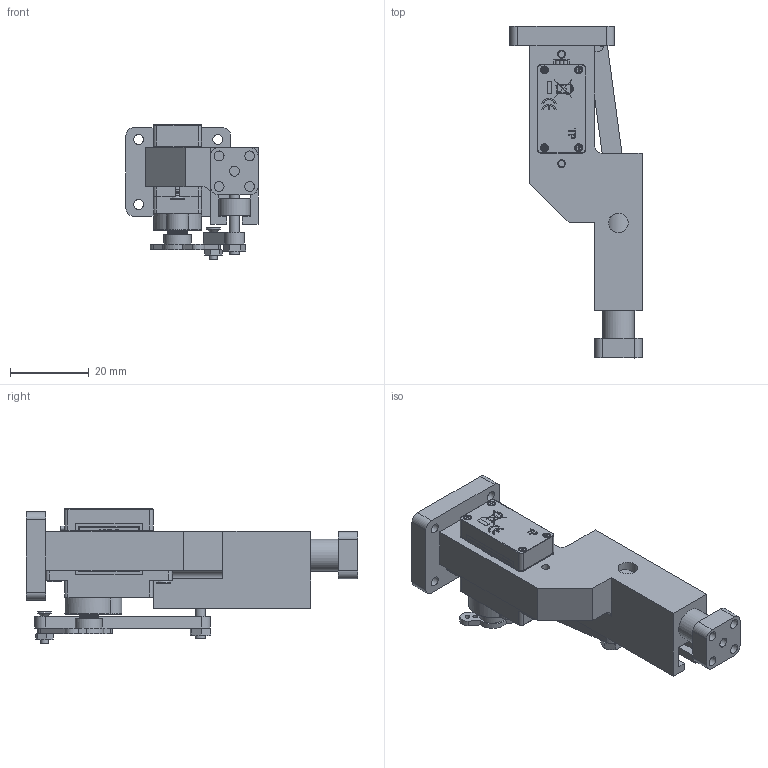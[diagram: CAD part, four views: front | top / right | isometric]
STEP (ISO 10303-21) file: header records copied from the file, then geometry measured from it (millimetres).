
FILE_DESCRIPTION(/* description */ (''),/* implementation_level */ '2;1');
FILE_NAME(/* name */ 'Assieme_slider.stp',/* time_stamp */ '2022-02-28T09:17:18+01:00',/* author */ ('i911900'),/* organization */ (''),/* preprocessor_version */ 'ST-DEVELOPER v18.1',/* originating_system */ 'Autodesk Inventor 2022',/* authorisation */ '');
FILE_SCHEMA (('AUTOMOTIVE_DESIGN { 1 0 10303 214 3 1 1 }'));
Length unit declared in the file: millimetre
Products named in the file (13): Assieme_slider; SG90 - Micro Servo 9g - Tower Pro.1_Pea; SG90 - Micro Servo 9g - Tower Pro.4_Pea; biella; corpo; cuscinetto_8x3x4.25; ANSI B18.6.7M -A - M2,5x25; ANSI B18.6.7M -A - M2x8; AS 1112 - M2  Tipo 5; AS 1112 - M2,5  Tipo 5; cilindro; ANSI B18.6.7M -A - M2x6; Screw GB/T 6561 M2 x 4
Assembly tree (13 placements, depth 2):
  Assieme_slider
    SG90 - Micro Servo 9g - Tower Pro.1_Pea
    SG90 - Micro Servo 9g - Tower Pro.4_Pea
    biella
    corpo
    cuscinetto_8x3x4.25
    ANSI B18.6.7M -A - M2,5x25
    ANSI B18.6.7M -A - M2x8
    AS 1112 - M2  Tipo 5
    AS 1112 - M2,5  Tipo 5
    cilindro
    ANSI B18.6.7M -A - M2x6
    Screw GB/T 6561 M2 x 4  x2
Bounding box: 33.55 x 84.31 x 34.27 mm (x, y, z)
Volume: 23191.7 mm3; surface area: 17518.6 mm2
Topology: 25 solids, 25 shells, 1061 faces, 3366 edges, 2476 vertices
Faces by surface type: plane 673, cylinder 266, cone 59, torus 38, bspline 23, sphere 2
Full cylindrical faces by diameter (mm): 0.2 x1, 0.5 x1, 1 x3, 1.2 x10, 1.509 x2, 1.567 x1, 1.6 x2, 1.8 x5, 2 x12, 2.013 x1, 2.1 x1, 2.275 x1, 2.5 x11, 3 x1, 3.5 x2, 3.8 x2, 4.6 x1, 5 x3, 6.9 x1, 7.2 x2, 8 x1, 8.079 x2
Entity records: 44709 total; most frequent: CARTESIAN_POINT 15004, ORIENTED_EDGE 6564, DIRECTION 5345, EDGE_CURVE 3282, VERTEX_POINT 2423, LINE 1941, VECTOR 1941, AXIS2_PLACEMENT_3D 1702
